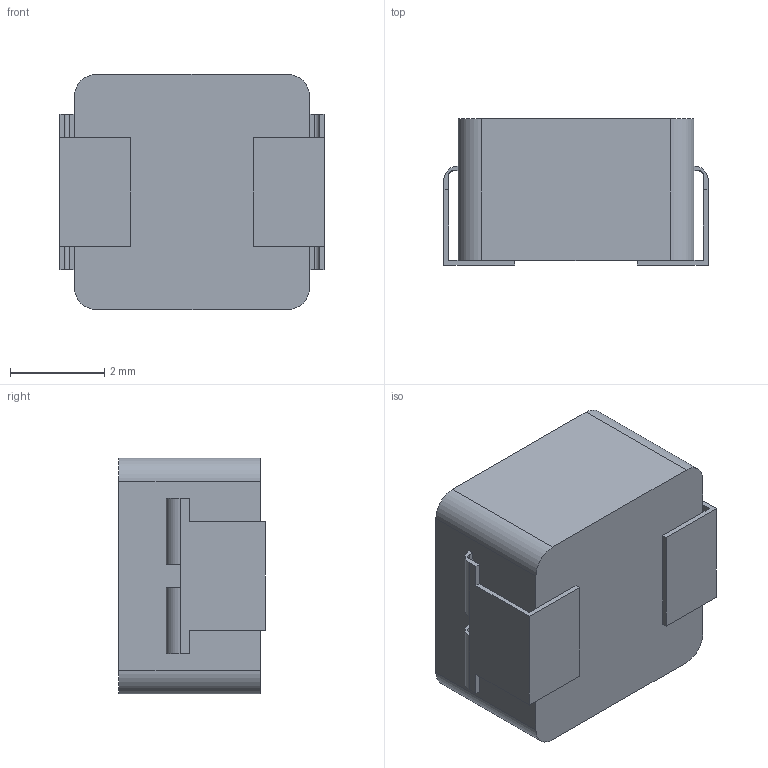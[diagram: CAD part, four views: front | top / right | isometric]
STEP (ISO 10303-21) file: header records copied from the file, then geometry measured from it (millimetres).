
FILE_DESCRIPTION (( 'STEP AP214' ), '1' );
FILE_NAME ('User Library-FERROCORE HPI0530-100.STEP', '2020-10-17T07:16:01', ( '' ), ( '' ), 'SwSTEP 2.0', 'SolidWorks 2020', '' );
FILE_SCHEMA (( 'AUTOMOTIVE_DESIGN' ));
Length unit declared in the file: millimetre
Products named in the file (1): User Library-FERROCORE HPI0530-100
Bounding box: 5.6 x 3.1 x 5 mm (x, y, z)
Volume: 76 mm3; surface area: 133.8 mm2
Topology: 1 solids, 1 shells, 128 faces, 367 edges, 242 vertices
Faces by surface type: plane 116, cylinder 12
Entity records: 4623 total; most frequent: CARTESIAN_POINT 738, ORIENTED_EDGE 734, DIRECTION 649, EDGE_CURVE 367, VECTOR 343, LINE 343, VERTEX_POINT 242, AXIS2_PLACEMENT_3D 153
